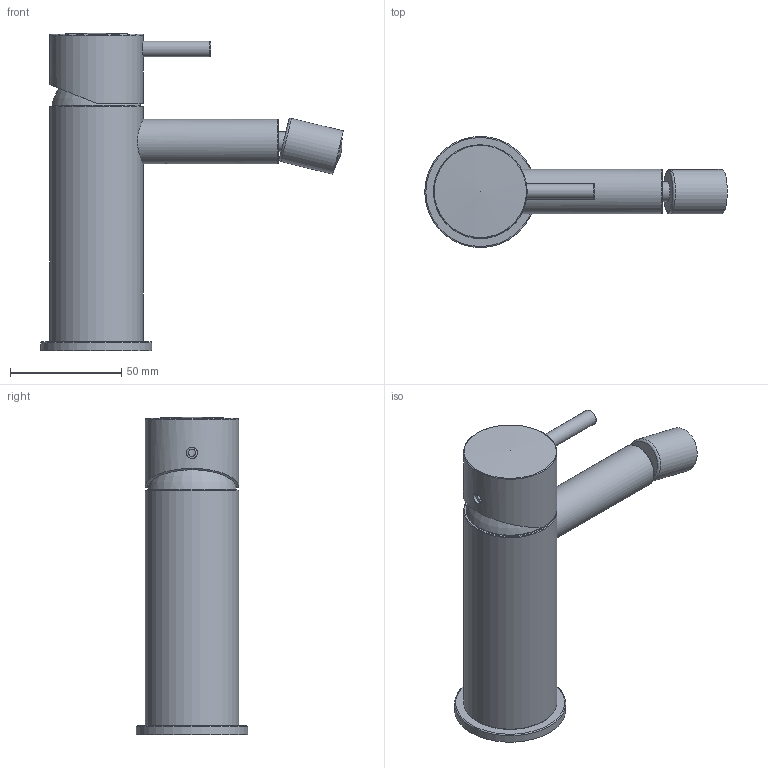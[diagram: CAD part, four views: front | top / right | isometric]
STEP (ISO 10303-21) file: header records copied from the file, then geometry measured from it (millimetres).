
FILE_DESCRIPTION(/* description */ ('Unknown'),/* implementation_level */ '2;1');
FILE_NAME(/* name */ 'CB018',/* time_stamp */ '2016-03-15T10:01:11+01:00',/* author */ ('Unknown'),/* organization */ ('Unknown'),/* preprocessor_version */ 'ST-DEVELOPER v16.7',/* originating_system */ 'DEX',/* authorisation */ $);
FILE_SCHEMA (('AUTOMOTIVE_DESIGN {1 0 10303 214 3 1 1}'));
Length unit declared in the file: millimetre
Products named in the file (1): CB018
Bounding box: 135.97 x 50 x 142.7 mm (x, y, z)
Surface area: 47753 mm2 (no closed solid volume)
Topology: 0 solids, 15 shells, 124 faces, 351 edges, 239 vertices
Faces by surface type: plane 60, cylinder 28, torus 21, cone 12, sphere 2, bspline 1
Full cylindrical faces by diameter (mm): 3.242 x2, 5 x1, 6 x1, 7 x1, 7.5 x1, 8.917 x1, 9 x1, 11 x1, 12.196 x1, 13.464 x1, 14.577 x1, 15 x1, 16 x1, 16.5 x2, 17 x1, 19 x1, 20 x2, 35 x1, 37 x1, 37.5 x1, 39 x1, 42 x2, 45 x1, 50 x1
Entity records: 6729 total; most frequent: CARTESIAN_POINT 3469, DIRECTION 630, ORIENTED_EDGE 470, AXIS2_PLACEMENT_3D 270, EDGE_CURVE 264, VERTEX_POINT 210, FACE_BOUND 203, EDGE_LOOP 202
